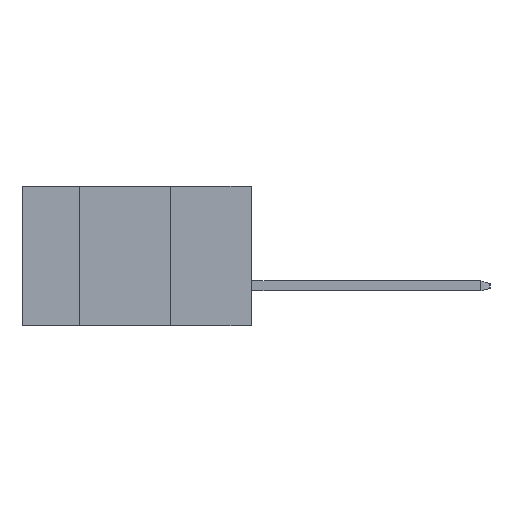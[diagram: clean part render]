
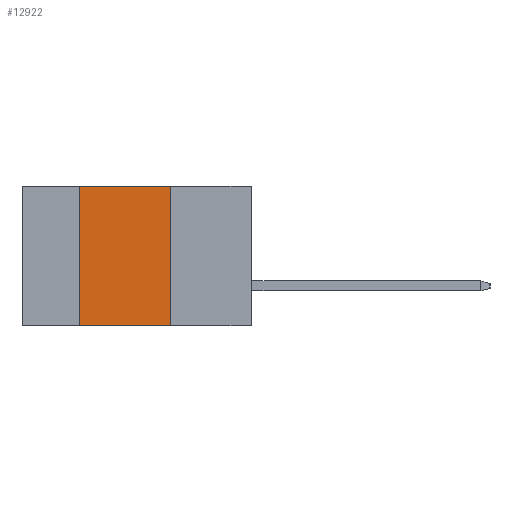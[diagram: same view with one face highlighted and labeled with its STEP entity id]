
A CAD part, left-side view. The second image highlights one B-rep face of the part: STEP entity #12922.
In plain terms, the highlighted planar face has unit normal (-1, 0, 0).
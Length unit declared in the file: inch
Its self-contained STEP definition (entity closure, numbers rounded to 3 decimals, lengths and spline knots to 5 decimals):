
#73 = DIRECTION ( 'NONE',  ( 0., -1., 0. ) ) ;
#461 = VECTOR ( 'NONE', #6073, 39.37008 ) ;
#843 = VERTEX_POINT ( 'NONE', #1024 ) ;
#949 = CARTESIAN_POINT ( 'NONE',  ( 0., 0.72, 0. ) ) ;
#1024 = CARTESIAN_POINT ( 'NONE',  ( 0., 0.254, -0.437 ) ) ;
#1044 = CARTESIAN_POINT ( 'NONE',  ( 0., 0.254, -0.437 ) ) ;
#1080 = CARTESIAN_POINT ( 'NONE',  ( 0., 0.72, 0. ) ) ;
#1567 = FACE_OUTER_BOUND ( 'NONE', #7919, .T. ) ;
#2532 = VERTEX_POINT ( 'NONE', #2559 ) ;
#2559 = CARTESIAN_POINT ( 'NONE',  ( 0., 0.54, -0.437 ) ) ;
#2643 = PLANE ( 'NONE',  #9909 ) ;
#3684 = ORIENTED_EDGE ( 'NONE', *, *, #9842, .F. ) ;
#4130 = DIRECTION ( 'NONE',  ( 0., -1., 0. ) ) ;
#4140 = CARTESIAN_POINT ( 'NONE',  ( 0., 0.254, 0. ) ) ;
#4184 = VECTOR ( 'NONE', #4130, 39.37008 ) ;
#4262 = ORIENTED_EDGE ( 'NONE', *, *, #4599, .T. ) ;
#4418 = VECTOR ( 'NONE', #73, 39.37008 ) ;
#4599 = EDGE_CURVE ( 'NONE', #2532, #843, #12293, .T. ) ;
#4696 = CARTESIAN_POINT ( 'NONE',  ( 0., 0.54, 0. ) ) ;
#4858 = EDGE_CURVE ( 'NONE', #8361, #8529, #6181, .T. ) ;
#4914 = CARTESIAN_POINT ( 'NONE',  ( 0., 0.54, -0.437 ) ) ;
#5039 = DIRECTION ( 'NONE',  ( 0., 0., 1. ) ) ;
#6073 = DIRECTION ( 'NONE',  ( 0., 0., -1. ) ) ;
#6181 = LINE ( 'NONE', #1080, #4418 ) ;
#6860 = LINE ( 'NONE', #4914, #9637 ) ;
#7582 = ORIENTED_EDGE ( 'NONE', *, *, #10818, .F. ) ;
#7919 = EDGE_LOOP ( 'NONE', ( #7582, #13078, #3684, #4262 ) ) ;
#8068 = DIRECTION ( 'NONE',  ( 0., 0., -1. ) ) ;
#8361 = VERTEX_POINT ( 'NONE', #4696 ) ;
#8529 = VERTEX_POINT ( 'NONE', #4140 ) ;
#9084 = LINE ( 'NONE', #1044, #461 ) ;
#9637 = VECTOR ( 'NONE', #5039, 39.37008 ) ;
#9842 = EDGE_CURVE ( 'NONE', #2532, #8361, #6860, .T. ) ;
#9909 = AXIS2_PLACEMENT_3D ( 'NONE', #949, #11061, #8068 ) ;
#10548 = CARTESIAN_POINT ( 'NONE',  ( 0., 0.72, -0.437 ) ) ;
#10818 = EDGE_CURVE ( 'NONE', #8529, #843, #9084, .T. ) ;
#11061 = DIRECTION ( 'NONE',  ( 1., 0., 0. ) ) ;
#12293 = LINE ( 'NONE', #10548, #4184 ) ;
#12922 = ADVANCED_FACE ( 'NONE', ( #1567 ), #2643, .F. ) ;
#13078 = ORIENTED_EDGE ( 'NONE', *, *, #4858, .F. ) ;
